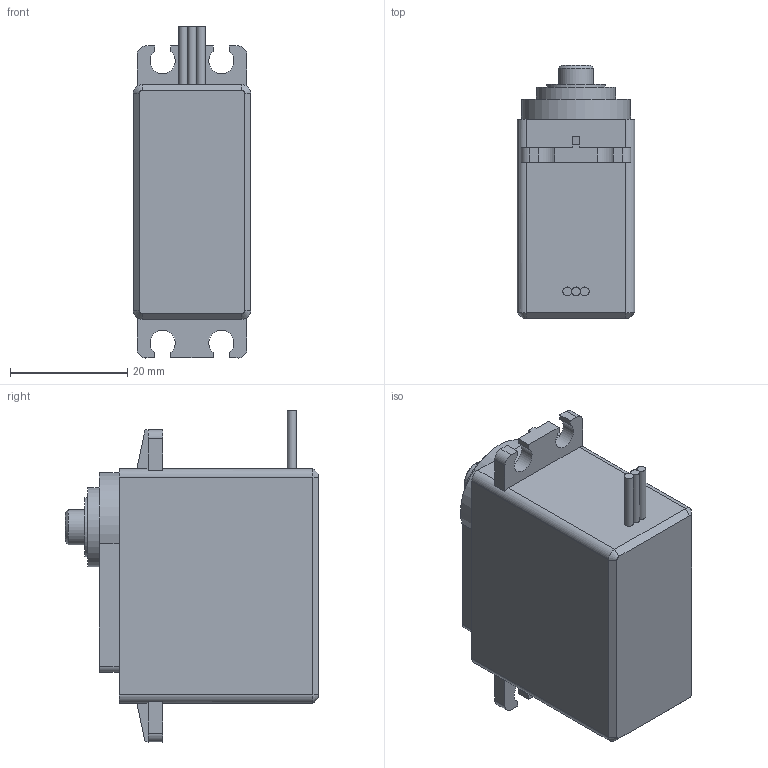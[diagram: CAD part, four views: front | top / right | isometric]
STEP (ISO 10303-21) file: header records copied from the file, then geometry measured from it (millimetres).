
FILE_DESCRIPTION(/* description */ (''),/* implementation_level */ '2;1');
FILE_NAME(/* name */ 'Tetrix_739197_Servo.ipt.stp',/* time_stamp */ '2014-12-18T17:47:42-08:00',/* author */ ('Autodesk Inc.'),/* organization */ ('Autodesk Inc.'),/* preprocessor_version */ 'ST-DEVELOPER v15.6',/* originating_system */ 'Autodesk Inventor 2015',/* authorisation */ '');
FILE_SCHEMA (('AUTOMOTIVE_DESIGN { 1 0 10303 214 3 1 1 }'));
Length unit declared in the file: millimetre
Products named in the file (1): Tetrix_739197_Servo
Bounding box: 20 x 43.2 x 56.6 mm (x, y, z)
Volume: 29956.1 mm3; surface area: 6721.1 mm2
Topology: 1 solids, 1 shells, 81 faces, 207 edges, 132 vertices
Faces by surface type: plane 53, cylinder 22, cone 6
Full cylindrical faces by diameter (mm): 1.5 x3, 3 x1, 6 x1, 10 x1, 13.5 x1
Entity records: 2439 total; most frequent: DIRECTION 420, CARTESIAN_POINT 408, ORIENTED_EDGE 392, EDGE_CURVE 196, AXIS2_PLACEMENT_3D 142, LINE 136, VECTOR 136, VERTEX_POINT 130
